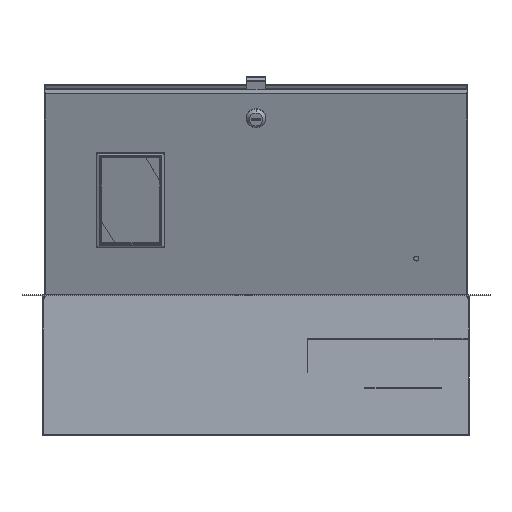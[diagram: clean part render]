
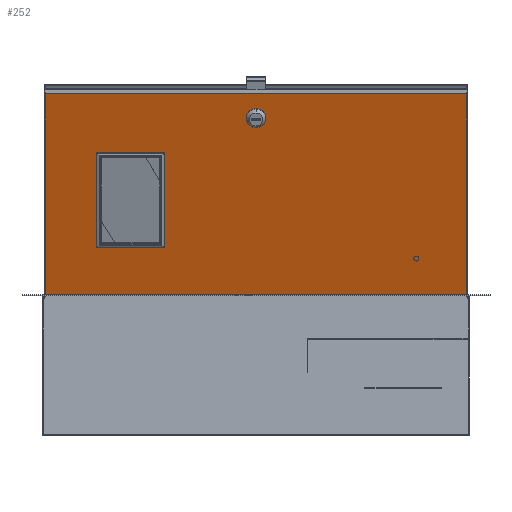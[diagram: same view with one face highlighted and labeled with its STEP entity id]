
A CAD part, left-side view. The second image highlights one B-rep face of the part: STEP entity #252.
In plain terms, the highlighted face is planar.
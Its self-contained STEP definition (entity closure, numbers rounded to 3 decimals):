
#252 = ADVANCED_FACE ( 'NONE', ( #5096, #7883, #2067 ), #10087, .T. ) ;
#324 = EDGE_LOOP ( 'NONE', ( #11171, #16858 ) ) ;
#416 = CARTESIAN_POINT ( 'NONE',  ( -55., -183.5, 0. ) ) ;
#928 = DIRECTION ( 'NONE',  ( 1., 0., 0. ) ) ;
#1294 = LINE ( 'NONE', #13215, #5249 ) ;
#1414 = DIRECTION ( 'NONE',  ( 0., 1., 0. ) ) ;
#1460 = EDGE_LOOP ( 'NONE', ( #16327, #6461, #13156, #14992 ) ) ;
#1787 = DIRECTION ( 'NONE',  ( 0., 0., 1. ) ) ;
#2067 = FACE_OUTER_BOUND ( 'NONE', #1460, .T. ) ;
#2089 = DIRECTION ( 'NONE',  ( 1., 0., 0. ) ) ;
#2456 = VECTOR ( 'NONE', #10950, 1000. ) ;
#2571 = VERTEX_POINT ( 'NONE', #13425 ) ;
#2720 = EDGE_LOOP ( 'NONE', ( #11770, #10894, #6508, #15813 ) ) ;
#2742 = EDGE_CURVE ( 'NONE', #5411, #6108, #6559, .T. ) ;
#2893 = LINE ( 'NONE', #7339, #14237 ) ;
#2969 = EDGE_CURVE ( 'NONE', #9392, #3626, #1294, .T. ) ;
#3042 = CARTESIAN_POINT ( 'NONE',  ( -114., 0., 0. ) ) ;
#3311 = VECTOR ( 'NONE', #6662, 1000. ) ;
#3528 = DIRECTION ( 'NONE',  ( 0., 0., 1. ) ) ;
#3626 = VERTEX_POINT ( 'NONE', #5704 ) ;
#3753 = CARTESIAN_POINT ( 'NONE',  ( -133.5, -248.5, 0. ) ) ;
#3766 = DIRECTION ( 'NONE',  ( -1., 0., 0. ) ) ;
#4310 = DIRECTION ( 'NONE',  ( 0., 0., 1. ) ) ;
#4439 = EDGE_CURVE ( 'NONE', #3626, #10184, #4751, .T. ) ;
#4689 = EDGE_CURVE ( 'NONE', #5253, #2571, #13178, .T. ) ;
#4751 = LINE ( 'NONE', #15488, #14223 ) ;
#5096 = FACE_BOUND ( 'NONE', #2720, .T. ) ;
#5249 = VECTOR ( 'NONE', #10160, 1000. ) ;
#5253 = VERTEX_POINT ( 'NONE', #3042 ) ;
#5411 = VERTEX_POINT ( 'NONE', #15189 ) ;
#5704 = CARTESIAN_POINT ( 'NONE',  ( 55., -183.5, 0. ) ) ;
#5805 = CARTESIAN_POINT ( 'NONE',  ( -133.5, 248.5, 0. ) ) ;
#5944 = VECTOR ( 'NONE', #3766, 1000. ) ;
#6015 = VERTEX_POINT ( 'NONE', #9983 ) ;
#6108 = VERTEX_POINT ( 'NONE', #8868 ) ;
#6281 = CARTESIAN_POINT ( 'NONE',  ( 133.5, 248.5, 0. ) ) ;
#6461 = ORIENTED_EDGE ( 'NONE', *, *, #15956, .T. ) ;
#6508 = ORIENTED_EDGE ( 'NONE', *, *, #4439, .F. ) ;
#6559 = LINE ( 'NONE', #10416, #5944 ) ;
#6662 = DIRECTION ( 'NONE',  ( 0., -1., 0. ) ) ;
#6686 = VECTOR ( 'NONE', #2089, 1000. ) ;
#6695 = EDGE_CURVE ( 'NONE', #2571, #5253, #12760, .T. ) ;
#6939 = EDGE_CURVE ( 'NONE', #6108, #7676, #15162, .T. ) ;
#7179 = LINE ( 'NONE', #16474, #12634 ) ;
#7339 = CARTESIAN_POINT ( 'NONE',  ( -55., -111.5, 0. ) ) ;
#7531 = EDGE_CURVE ( 'NONE', #6015, #5411, #16705, .T. ) ;
#7676 = VERTEX_POINT ( 'NONE', #12651 ) ;
#7883 = FACE_BOUND ( 'NONE', #324, .T. ) ;
#7890 = CARTESIAN_POINT ( 'NONE',  ( 0., 0., 0. ) ) ;
#8157 = LINE ( 'NONE', #3753, #6686 ) ;
#8868 = CARTESIAN_POINT ( 'NONE',  ( -133.5, 248.5, 0. ) ) ;
#9392 = VERTEX_POINT ( 'NONE', #416 ) ;
#9901 = DIRECTION ( 'NONE',  ( 1., 0., 0. ) ) ;
#9983 = CARTESIAN_POINT ( 'NONE',  ( 133.5, -248.5, 0. ) ) ;
#10087 = PLANE ( 'NONE',  #16221 ) ;
#10160 = DIRECTION ( 'NONE',  ( 1., 0., 0. ) ) ;
#10184 = VERTEX_POINT ( 'NONE', #15027 ) ;
#10409 = CARTESIAN_POINT ( 'NONE',  ( -102.5, 0., 0. ) ) ;
#10416 = CARTESIAN_POINT ( 'NONE',  ( -133.5, 248.5, 0. ) ) ;
#10894 = ORIENTED_EDGE ( 'NONE', *, *, #14806, .F. ) ;
#10950 = DIRECTION ( 'NONE',  ( 0., 1., 0. ) ) ;
#11171 = ORIENTED_EDGE ( 'NONE', *, *, #6695, .F. ) ;
#11770 = ORIENTED_EDGE ( 'NONE', *, *, #16601, .F. ) ;
#12634 = VECTOR ( 'NONE', #14595, 1000. ) ;
#12651 = CARTESIAN_POINT ( 'NONE',  ( -133.5, -248.5, 0. ) ) ;
#12724 = CARTESIAN_POINT ( 'NONE',  ( -55., -111.5, 0. ) ) ;
#12760 = CIRCLE ( 'NONE', #14025, 11.5 ) ;
#13156 = ORIENTED_EDGE ( 'NONE', *, *, #7531, .T. ) ;
#13178 = CIRCLE ( 'NONE', #13900, 11.5 ) ;
#13215 = CARTESIAN_POINT ( 'NONE',  ( -55., -183.5, 0. ) ) ;
#13425 = CARTESIAN_POINT ( 'NONE',  ( -91., 0., 0. ) ) ;
#13900 = AXIS2_PLACEMENT_3D ( 'NONE', #10409, #4310, #14517 ) ;
#14025 = AXIS2_PLACEMENT_3D ( 'NONE', #14834, #3528, #9901 ) ;
#14223 = VECTOR ( 'NONE', #1414, 1000. ) ;
#14237 = VECTOR ( 'NONE', #16393, 1000. ) ;
#14517 = DIRECTION ( 'NONE',  ( 1., 0., 0. ) ) ;
#14595 = DIRECTION ( 'NONE',  ( -1., 0., 0. ) ) ;
#14806 = EDGE_CURVE ( 'NONE', #10184, #15017, #7179, .T. ) ;
#14834 = CARTESIAN_POINT ( 'NONE',  ( -102.5, 0., 0. ) ) ;
#14992 = ORIENTED_EDGE ( 'NONE', *, *, #2742, .T. ) ;
#15017 = VERTEX_POINT ( 'NONE', #12724 ) ;
#15027 = CARTESIAN_POINT ( 'NONE',  ( 55., -111.5, 0. ) ) ;
#15162 = LINE ( 'NONE', #5805, #3311 ) ;
#15189 = CARTESIAN_POINT ( 'NONE',  ( 133.5, 248.5, 0. ) ) ;
#15488 = CARTESIAN_POINT ( 'NONE',  ( 55., -111.5, 0. ) ) ;
#15813 = ORIENTED_EDGE ( 'NONE', *, *, #2969, .F. ) ;
#15956 = EDGE_CURVE ( 'NONE', #7676, #6015, #8157, .T. ) ;
#16221 = AXIS2_PLACEMENT_3D ( 'NONE', #7890, #1787, #928 ) ;
#16327 = ORIENTED_EDGE ( 'NONE', *, *, #6939, .T. ) ;
#16393 = DIRECTION ( 'NONE',  ( 0., -1., 0. ) ) ;
#16474 = CARTESIAN_POINT ( 'NONE',  ( -55., -111.5, 0. ) ) ;
#16601 = EDGE_CURVE ( 'NONE', #15017, #9392, #2893, .T. ) ;
#16705 = LINE ( 'NONE', #6281, #2456 ) ;
#16858 = ORIENTED_EDGE ( 'NONE', *, *, #4689, .F. ) ;
